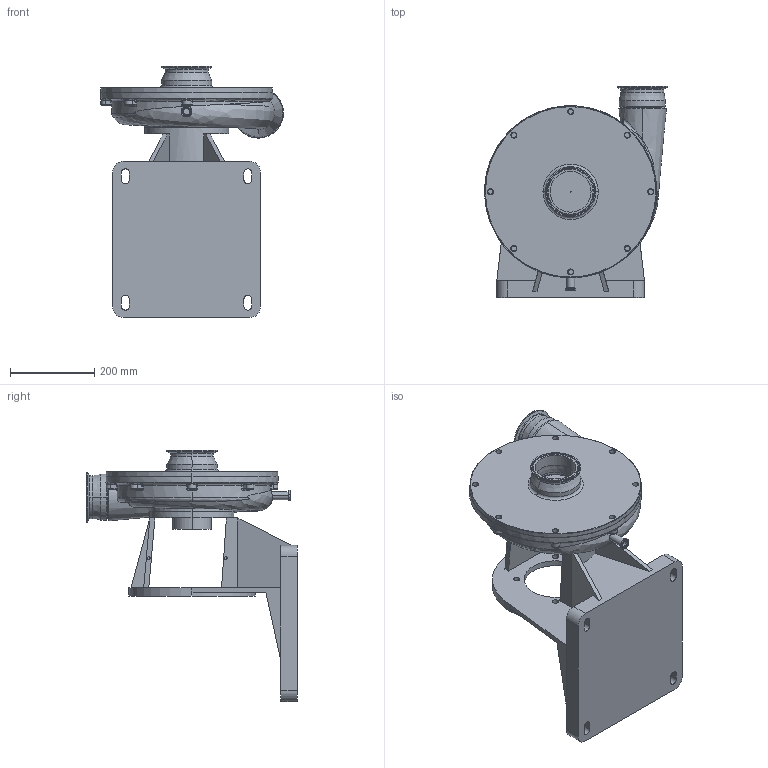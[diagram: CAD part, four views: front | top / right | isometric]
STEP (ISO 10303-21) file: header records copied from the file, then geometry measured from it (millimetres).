
FILE_DESCRIPTION (( 'STEP AP214' ), '1' );
FILE_NAME ('FP 1151-1161 250TC VERT 3-4 In STR DRAIN.STEP', '2023-03-03T16:40:43', ( '' ), ( '' ), 'SwSTEP 2.0', 'SolidWorks 2021', '' );
FILE_SCHEMA (( 'AUTOMOTIVE_DESIGN' ));
Length unit declared in the file: millimetre
Products named in the file (1): FP 1151-1161 250TC VERT 3-4 In STR DRAIN
Bounding box: 433.45 x 500 x 595 mm (x, y, z)
Volume: 15607948.6 mm3; surface area: 1449836.1 mm2
Topology: 1 solids, 1 shells, 500 faces, 1167 edges, 705 vertices
Faces by surface type: cylinder 179, plane 119, torus 80, bspline 68, cone 51, sphere 3
Entity records: 23364 total; most frequent: CARTESIAN_POINT 12056, DIRECTION 2461, ORIENTED_EDGE 2302, EDGE_CURVE 1151, AXIS2_PLACEMENT_3D 1044, VERTEX_POINT 702, CIRCLE 611, EDGE_LOOP 573
